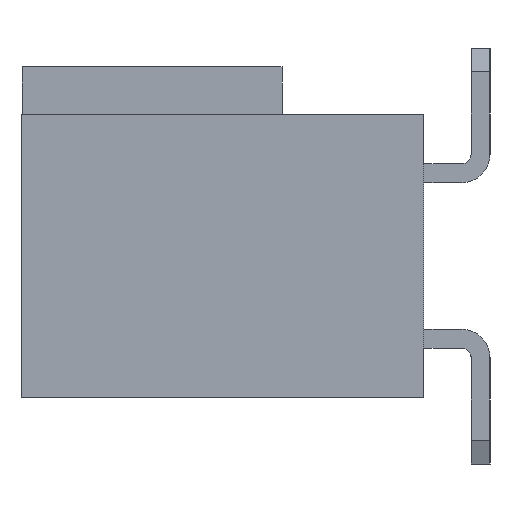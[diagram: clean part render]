
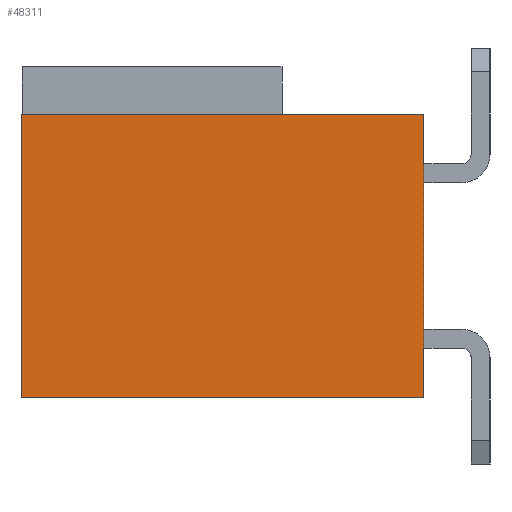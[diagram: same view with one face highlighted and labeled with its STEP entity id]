
A CAD part, left-side view. The second image highlights one B-rep face of the part: STEP entity #48311.
In plain terms, the highlighted planar face has unit normal (-1, 0, 0).
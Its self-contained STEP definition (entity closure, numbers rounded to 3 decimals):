
#3745=CARTESIAN_POINT('',(10.085,8.5,1.75));
#3746=VERTEX_POINT('',#3745);
#3756=CARTESIAN_POINT('',(10.085,0.,1.75));
#3757=VERTEX_POINT('',#3756);
#3758=CARTESIAN_POINT('',(10.085,0.,1.75));
#3759=CARTESIAN_POINT('',(10.085,1.7,1.75));
#3760=CARTESIAN_POINT('',(10.085,3.4,1.75));
#3761=CARTESIAN_POINT('',(10.085,5.1,1.75));
#3762=CARTESIAN_POINT('',(10.085,6.8,1.75));
#3763=CARTESIAN_POINT('',(10.085,8.5,1.75));
#3764=B_SPLINE_CURVE_WITH_KNOTS('',5,(#3758,#3759,#3760,#3761,#3762,#3763),.UNSPECIFIED.,.F.,.U.,(6,6),(0.,8.5),.UNSPECIFIED.);
#3765=EDGE_CURVE('',#3757,#3746,#3764,.T.);
#3838=CARTESIAN_POINT('',(10.085,8.5,-4.25));
#3839=VERTEX_POINT('',#3838);
#3849=CARTESIAN_POINT('',(10.085,8.5,1.75));
#3850=CARTESIAN_POINT('',(10.085,8.5,0.55));
#3851=CARTESIAN_POINT('',(10.085,8.5,-0.65));
#3852=CARTESIAN_POINT('',(10.085,8.5,-1.85));
#3853=CARTESIAN_POINT('',(10.085,8.5,-3.05));
#3854=CARTESIAN_POINT('',(10.085,8.5,-4.25));
#3855=B_SPLINE_CURVE_WITH_KNOTS('',5,(#3849,#3850,#3851,#3852,#3853,#3854),.UNSPECIFIED.,.F.,.U.,(6,6),(0.,6.),.UNSPECIFIED.);
#3856=EDGE_CURVE('',#3746,#3839,#3855,.T.);
#4747=CARTESIAN_POINT('',(10.085,0.,-4.25));
#4748=VERTEX_POINT('',#4747);
#4760=CARTESIAN_POINT('',(10.085,8.5,-4.25));
#4761=CARTESIAN_POINT('',(10.085,6.8,-4.25));
#4762=CARTESIAN_POINT('',(10.085,5.1,-4.25));
#4763=CARTESIAN_POINT('',(10.085,3.4,-4.25));
#4764=CARTESIAN_POINT('',(10.085,1.7,-4.25));
#4765=CARTESIAN_POINT('',(10.085,0.,-4.25));
#4766=B_SPLINE_CURVE_WITH_KNOTS('',5,(#4760,#4761,#4762,#4763,#4764,#4765),.UNSPECIFIED.,.F.,.U.,(6,6),(0.,8.5),.UNSPECIFIED.);
#4767=EDGE_CURVE('',#3839,#4748,#4766,.T.);
#48273=CARTESIAN_POINT('',(10.085,4.25,-1.25));
#48274=DIRECTION('',(0.,0.,1.));
#48275=DIRECTION('',(-1.,0.,0.));
#48276=AXIS2_PLACEMENT_3D('',#48273,#48275,#48274);
#48277=PLANE('',#48276);
#48278=ORIENTED_EDGE('',*,*,#3856,.T.);
#48279=ORIENTED_EDGE('',*,*,#4767,.T.);
#48280=CARTESIAN_POINT('',(10.085,0.,-3.175));
#48281=VERTEX_POINT('',#48280);
#48282=CARTESIAN_POINT('',(10.085,0.,-3.175));
#48283=CARTESIAN_POINT('',(10.085,0.,-3.39));
#48284=CARTESIAN_POINT('',(10.085,0.,-3.605));
#48285=CARTESIAN_POINT('',(10.085,0.,-3.82));
#48286=CARTESIAN_POINT('',(10.085,0.,-4.035));
#48287=CARTESIAN_POINT('',(10.085,0.,-4.25));
#48288=B_SPLINE_CURVE_WITH_KNOTS('',5,(#48282,#48283,#48284,#48285,#48286,#48287),.UNSPECIFIED.,.F.,.U.,(6,6),(0.,1.075),.UNSPECIFIED.);
#48289=EDGE_CURVE('',#48281,#4748,#48288,.T.);
#48290=ORIENTED_EDGE('',*,*,#48289,.F.);
#48291=CARTESIAN_POINT('',(10.085,0.,0.675));
#48292=VERTEX_POINT('',#48291);
#48293=CARTESIAN_POINT('',(10.085,0.,0.675));
#48294=DIRECTION('',(0.,0.,-1.));
#48295=VECTOR('',#48294,3.85);
#48296=LINE('',#48293,#48295);
#48297=EDGE_CURVE('',#48292,#48281,#48296,.T.);
#48298=ORIENTED_EDGE('',*,*,#48297,.F.);
#48299=CARTESIAN_POINT('',(10.085,0.,0.675));
#48300=CARTESIAN_POINT('',(10.085,0.,0.89));
#48301=CARTESIAN_POINT('',(10.085,0.,1.105));
#48302=CARTESIAN_POINT('',(10.085,0.,1.32));
#48303=CARTESIAN_POINT('',(10.085,0.,1.535));
#48304=CARTESIAN_POINT('',(10.085,0.,1.75));
#48305=B_SPLINE_CURVE_WITH_KNOTS('',5,(#48299,#48300,#48301,#48302,#48303,#48304),.UNSPECIFIED.,.F.,.U.,(6,6),(0.,1.075),.UNSPECIFIED.);
#48306=EDGE_CURVE('',#48292,#3757,#48305,.T.);
#48307=ORIENTED_EDGE('',*,*,#48306,.T.);
#48308=ORIENTED_EDGE('',*,*,#3765,.T.);
#48309=EDGE_LOOP('',(#48278,#48279,#48290,#48298,#48307,#48308));
#48310=FACE_OUTER_BOUND('',#48309,.T.);
#48311=ADVANCED_FACE('',(#48310),#48277,.T.);
